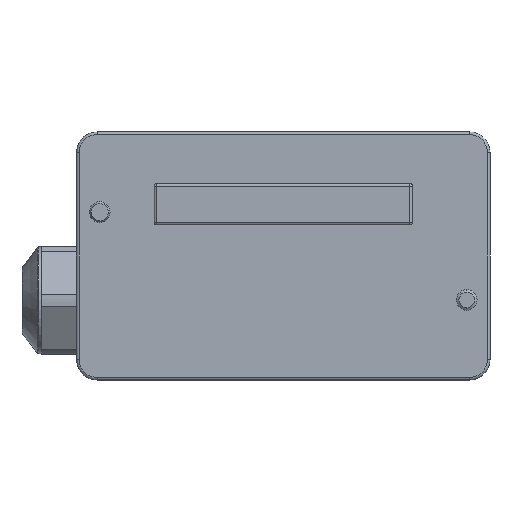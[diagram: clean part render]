
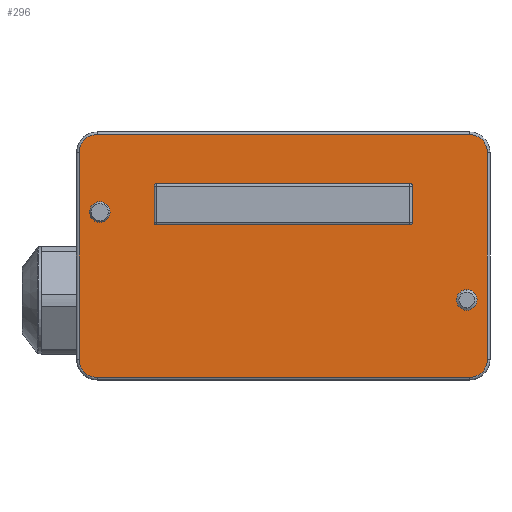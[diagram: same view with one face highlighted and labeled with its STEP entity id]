
A CAD part, front view. The second image highlights one B-rep face of the part: STEP entity #296.
In plain terms, the highlighted planar face has unit normal (0, -1, 0).
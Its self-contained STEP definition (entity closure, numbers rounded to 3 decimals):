
#296=ADVANCED_FACE('NONE',(#706,#707,#708,#709),#710,.F.);
#706=FACE_OUTER_BOUND('',#1235,.T.);
#707=FACE_BOUND('',#1236,.T.);
#708=FACE_BOUND('',#1237,.T.);
#709=FACE_BOUND('',#1238,.T.);
#710=PLANE('',#1239);
#1235=EDGE_LOOP('',(#2171,#2172,#2173,#2174,#2175,#2176,#2177,#2178));
#1236=EDGE_LOOP('',(#2179,#2180));
#1237=EDGE_LOOP('',(#2181,#2182,#2183,#2184,#2185,#2186,#2187,#2188));
#1238=EDGE_LOOP('',(#2189,#2190));
#1239=AXIS2_PLACEMENT_3D('',#2191,#2192,#2193);
#2171=ORIENTED_EDGE('',*,*,#3405,.T.);
#2172=ORIENTED_EDGE('',*,*,#3406,.T.);
#2173=ORIENTED_EDGE('',*,*,#3407,.T.);
#2174=ORIENTED_EDGE('',*,*,#3408,.T.);
#2175=ORIENTED_EDGE('',*,*,#3409,.T.);
#2176=ORIENTED_EDGE('',*,*,#3410,.T.);
#2177=ORIENTED_EDGE('',*,*,#3411,.T.);
#2178=ORIENTED_EDGE('',*,*,#3412,.T.);
#2179=ORIENTED_EDGE('',*,*,#3276,.F.);
#2180=ORIENTED_EDGE('',*,*,#3208,.F.);
#2181=ORIENTED_EDGE('',*,*,#3413,.F.);
#2182=ORIENTED_EDGE('',*,*,#3414,.T.);
#2183=ORIENTED_EDGE('',*,*,#3415,.F.);
#2184=ORIENTED_EDGE('',*,*,#3416,.T.);
#2185=ORIENTED_EDGE('',*,*,#3417,.F.);
#2186=ORIENTED_EDGE('',*,*,#3418,.T.);
#2187=ORIENTED_EDGE('',*,*,#3419,.F.);
#2188=ORIENTED_EDGE('',*,*,#3420,.T.);
#2189=ORIENTED_EDGE('',*,*,#3274,.F.);
#2190=ORIENTED_EDGE('',*,*,#3214,.F.);
#2191=CARTESIAN_POINT('',(-40.0,-9.,1.9));
#2192=DIRECTION('',(0.,1.0,0.0));
#2193=DIRECTION('',(1.0,0.,0.0));
#3208=EDGE_CURVE('NONE',#3831,#3825,#3833,.T.);
#3214=EDGE_CURVE('NONE',#3842,#3836,#3844,.T.);
#3274=EDGE_CURVE('NONE',#3836,#3842,#3928,.T.);
#3276=EDGE_CURVE('NONE',#3825,#3831,#3930,.T.);
#3405=EDGE_CURVE('NONE',#4131,#4132,#4133,.T.);
#3406=EDGE_CURVE('NONE',#4132,#4134,#4135,.T.);
#3407=EDGE_CURVE('NONE',#4134,#4136,#4137,.T.);
#3408=EDGE_CURVE('NONE',#4136,#4138,#4139,.T.);
#3409=EDGE_CURVE('NONE',#4138,#4140,#4141,.T.);
#3410=EDGE_CURVE('NONE',#4140,#4142,#4143,.T.);
#3411=EDGE_CURVE('NONE',#4142,#4144,#4145,.T.);
#3412=EDGE_CURVE('NONE',#4144,#4131,#4146,.T.);
#3413=EDGE_CURVE('NONE',#4147,#4148,#4149,.T.);
#3414=EDGE_CURVE('NONE',#4147,#4150,#4151,.T.);
#3415=EDGE_CURVE('NONE',#4152,#4150,#4153,.T.);
#3416=EDGE_CURVE('NONE',#4152,#4154,#4155,.T.);
#3417=EDGE_CURVE('NONE',#4156,#4154,#4157,.T.);
#3418=EDGE_CURVE('NONE',#4156,#4158,#4159,.T.);
#3419=EDGE_CURVE('NONE',#4160,#4158,#4161,.T.);
#3420=EDGE_CURVE('NONE',#4160,#4148,#4162,.T.);
#3825=VERTEX_POINT('NONE',#4689);
#3831=VERTEX_POINT('',#4696);
#3833=CIRCLE('',#4699,2.0);
#3836=VERTEX_POINT('NONE',#4702);
#3842=VERTEX_POINT('',#4709);
#3844=CIRCLE('',#4712,2.0);
#3928=CIRCLE('',#4808,2.0);
#3930=CIRCLE('',#4810,2.0);
#4131=VERTEX_POINT('NONE',#5115);
#4132=VERTEX_POINT('NONE',#5116);
#4133=LINE('',#5117,#5118);
#4134=VERTEX_POINT('NONE',#5119);
#4135=CIRCLE('',#5120,3.5);
#4136=VERTEX_POINT('NONE',#5121);
#4137=LINE('',#5122,#5123);
#4138=VERTEX_POINT('NONE',#5124);
#4139=CIRCLE('',#5125,3.5);
#4140=VERTEX_POINT('NONE',#5126);
#4141=LINE('',#5127,#5128);
#4142=VERTEX_POINT('NONE',#5129);
#4143=CIRCLE('',#5130,3.5);
#4144=VERTEX_POINT('NONE',#5131);
#4145=LINE('',#5132,#5133);
#4146=CIRCLE('',#5134,3.5);
#4147=VERTEX_POINT('NONE',#5135);
#4148=VERTEX_POINT('NONE',#5136);
#4149=LINE('',#5137,#5138);
#4150=VERTEX_POINT('NONE',#5139);
#4151=CIRCLE('',#5140,0.5);
#4152=VERTEX_POINT('NONE',#5141);
#4153=LINE('',#5142,#5143);
#4154=VERTEX_POINT('NONE',#5144);
#4155=CIRCLE('',#5145,0.5);
#4156=VERTEX_POINT('NONE',#5146);
#4157=LINE('',#5147,#5148);
#4158=VERTEX_POINT('NONE',#5149);
#4159=CIRCLE('',#5150,0.5);
#4160=VERTEX_POINT('NONE',#5151);
#4161=LINE('',#5152,#5153);
#4162=CIRCLE('',#5154,0.5);
#4689=CARTESIAN_POINT('',(-37.5,-9.,-13.6));
#4696=CARTESIAN_POINT('',(-33.5,-9.,-13.6));
#4699=AXIS2_PLACEMENT_3D('',#5822,#5823,#5824);
#4702=CARTESIAN_POINT('',(33.5,-9.,-30.6));
#4709=CARTESIAN_POINT('',(37.5,-9.0,-30.6));
#4712=AXIS2_PLACEMENT_3D('',#5833,#5834,#5835);
#4808=AXIS2_PLACEMENT_3D('',#5938,#5939,#5940);
#4810=AXIS2_PLACEMENT_3D('',#5941,#5942,#5943);
#5115=CARTESIAN_POINT('',(-36.0,-9.,-45.6));
#5116=CARTESIAN_POINT('',(36.0,-9.,-45.6));
#5117=CARTESIAN_POINT('',(-40.0,-9.,-45.6));
#5118=VECTOR('',#6132,1000.0);
#5119=CARTESIAN_POINT('',(39.5,-9.,-42.1));
#5120=AXIS2_PLACEMENT_3D('',#6133,#6134,#6135);
#5121=CARTESIAN_POINT('',(39.5,-9.,-2.1));
#5122=CARTESIAN_POINT('',(39.5,-9.,1.9));
#5123=VECTOR('',#6136,1000.0);
#5124=CARTESIAN_POINT('',(36.0,-9.,1.4));
#5125=AXIS2_PLACEMENT_3D('',#6137,#6138,#6139);
#5126=CARTESIAN_POINT('',(-36.0,-9.,1.4));
#5127=CARTESIAN_POINT('',(-40.0,-9.,1.4));
#5128=VECTOR('',#6140,1000.0);
#5129=CARTESIAN_POINT('',(-39.5,-9.,-2.1));
#5130=AXIS2_PLACEMENT_3D('',#6141,#6142,#6143);
#5131=CARTESIAN_POINT('',(-39.5,-9.,-42.1));
#5132=CARTESIAN_POINT('',(-39.5,-9.,1.9));
#5133=VECTOR('',#6144,1000.0);
#5134=AXIS2_PLACEMENT_3D('',#6145,#6146,#6147);
#5135=CARTESIAN_POINT('',(-25.0,-9.0,-8.6));
#5136=CARTESIAN_POINT('',(-25.0,-9.0,-15.6));
#5137=CARTESIAN_POINT('',(-25.0,-9.0,-16.1));
#5138=VECTOR('',#6148,1000.0);
#5139=CARTESIAN_POINT('',(-24.5,-9.0,-8.1));
#5140=AXIS2_PLACEMENT_3D('',#6149,#6150,#6151);
#5141=CARTESIAN_POINT('',(24.5,-9.0,-8.1));
#5142=CARTESIAN_POINT('',(-25.0,-9.0,-8.1));
#5143=VECTOR('',#6152,1000.0);
#5144=CARTESIAN_POINT('',(25.0,-9.0,-8.6));
#5145=AXIS2_PLACEMENT_3D('',#6153,#6154,#6155);
#5146=CARTESIAN_POINT('',(25.0,-9.0,-15.6));
#5147=CARTESIAN_POINT('',(25.0,-9.0,-16.1));
#5148=VECTOR('',#6156,1000.0);
#5149=CARTESIAN_POINT('',(24.5,-9.0,-16.1));
#5150=AXIS2_PLACEMENT_3D('',#6157,#6158,#6159);
#5151=CARTESIAN_POINT('',(-24.5,-9.0,-16.1));
#5152=CARTESIAN_POINT('',(-25.0,-9.0,-16.1));
#5153=VECTOR('',#6160,1000.0);
#5154=AXIS2_PLACEMENT_3D('',#6161,#6162,#6163);
#5822=CARTESIAN_POINT('',(-35.5,-9.,-13.6));
#5823=DIRECTION('',(-0.0,-1.0,0.0));
#5824=DIRECTION('',(-1.0,0.0,0.0));
#5833=CARTESIAN_POINT('',(35.5,-9.,-30.6));
#5834=DIRECTION('',(-0.0,-1.0,0.0));
#5835=DIRECTION('',(-1.0,0.0,0.0));
#5938=CARTESIAN_POINT('',(35.5,-9.,-30.6));
#5939=DIRECTION('',(-0.0,-1.0,0.0));
#5940=DIRECTION('',(-1.0,0.0,0.0));
#5941=CARTESIAN_POINT('',(-35.5,-9.,-13.6));
#5942=DIRECTION('',(-0.0,-1.0,0.0));
#5943=DIRECTION('',(-1.0,0.0,0.0));
#6132=DIRECTION('',(1.0,0.,0.));
#6133=CARTESIAN_POINT('',(36.0,-9.,-42.1));
#6134=DIRECTION('',(-0.0,-1.0,0.0));
#6135=DIRECTION('',(-1.0,0.0,0.0));
#6136=DIRECTION('',(0.,0.,1.0));
#6137=CARTESIAN_POINT('',(36.0,-9.,-2.1));
#6138=DIRECTION('',(-0.0,-1.0,0.0));
#6139=DIRECTION('',(-1.0,0.0,0.0));
#6140=DIRECTION('',(-1.0,0.,0.));
#6141=CARTESIAN_POINT('',(-36.0,-9.,-2.1));
#6142=DIRECTION('',(-0.0,-1.0,0.0));
#6143=DIRECTION('',(-1.0,0.0,0.0));
#6144=DIRECTION('',(0.0,0.0,-1.0));
#6145=CARTESIAN_POINT('',(-36.0,-9.,-42.1));
#6146=DIRECTION('',(-0.0,-1.0,0.0));
#6147=DIRECTION('',(-1.0,0.0,0.0));
#6148=DIRECTION('',(0.,-0.0,-1.0));
#6149=CARTESIAN_POINT('',(-24.5,-9.0,-8.6));
#6150=DIRECTION('',(0.0,1.0,-0.0));
#6151=DIRECTION('',(-1.0,0.0,0.0));
#6152=DIRECTION('',(-1.0,0.,0.));
#6153=CARTESIAN_POINT('',(24.5,-9.0,-8.6));
#6154=DIRECTION('',(0.0,1.0,-0.0));
#6155=DIRECTION('',(-1.0,0.0,0.0));
#6156=DIRECTION('',(0.,0.0,1.0));
#6157=CARTESIAN_POINT('',(24.5,-9.0,-15.6));
#6158=DIRECTION('',(0.0,1.0,-0.0));
#6159=DIRECTION('',(-1.0,0.0,0.0));
#6160=DIRECTION('',(1.0,0.,0.));
#6161=CARTESIAN_POINT('',(-24.5,-9.0,-15.6));
#6162=DIRECTION('',(0.0,1.0,-0.0));
#6163=DIRECTION('',(-1.0,0.0,0.0));
